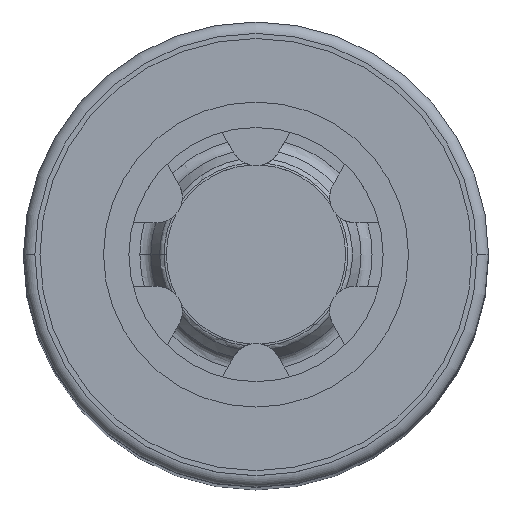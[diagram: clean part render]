
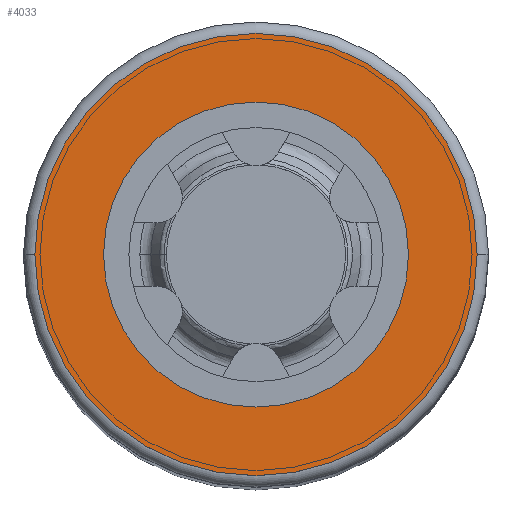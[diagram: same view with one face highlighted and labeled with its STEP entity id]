
A CAD part, top view. The second image highlights one B-rep face of the part: STEP entity #4033.
In plain terms, the highlighted planar face has unit normal (0, 0, 1).
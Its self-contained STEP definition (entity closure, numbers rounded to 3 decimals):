
#42 = EDGE_CURVE ( 'NONE', #5174, #2836, #2758, .T. ) ;
#61 = VERTEX_POINT ( 'NONE', #4985 ) ;
#68 = EDGE_CURVE ( 'NONE', #3838, #61, #2379, .T. ) ;
#344 = CIRCLE ( 'NONE', #1035, 6. ) ;
#468 = DIRECTION ( 'NONE',  ( 0., 0., 1. ) ) ;
#616 = CARTESIAN_POINT ( 'NONE',  ( 0., 6., 32.15 ) ) ;
#674 = PLANE ( 'NONE',  #1295 ) ;
#761 = AXIS2_PLACEMENT_3D ( 'NONE', #1019, #3422, #1814 ) ;
#977 = CARTESIAN_POINT ( 'NONE',  ( 0., 0., 32.15 ) ) ;
#1019 = CARTESIAN_POINT ( 'NONE',  ( 0., 0., 32.15 ) ) ;
#1035 = AXIS2_PLACEMENT_3D ( 'NONE', #4141, #468, #4089 ) ;
#1108 = ORIENTED_EDGE ( 'NONE', *, *, #4705, .T. ) ;
#1295 = AXIS2_PLACEMENT_3D ( 'NONE', #616, #2232, #4288 ) ;
#1743 = CARTESIAN_POINT ( 'NONE',  ( -6., 0., 32.15 ) ) ;
#1811 = EDGE_CURVE ( 'NONE', #2836, #5174, #344, .T. ) ;
#1814 = DIRECTION ( 'NONE',  ( 1., 0., 0. ) ) ;
#1870 = ORIENTED_EDGE ( 'NONE', *, *, #1811, .F. ) ;
#2232 = DIRECTION ( 'NONE',  ( 0., 0., -1. ) ) ;
#2379 = CIRCLE ( 'NONE', #4159, 8.7 ) ;
#2525 = CARTESIAN_POINT ( 'NONE',  ( 6., 0., 32.15 ) ) ;
#2550 = CIRCLE ( 'NONE', #761, 8.7 ) ;
#2736 = AXIS2_PLACEMENT_3D ( 'NONE', #977, #3335, #4224 ) ;
#2758 = CIRCLE ( 'NONE', #2736, 6. ) ;
#2836 = VERTEX_POINT ( 'NONE', #2525 ) ;
#3029 = ORIENTED_EDGE ( 'NONE', *, *, #68, .T. ) ;
#3034 = ORIENTED_EDGE ( 'NONE', *, *, #42, .F. ) ;
#3054 = FACE_BOUND ( 'NONE', #3283, .T. ) ;
#3274 = CARTESIAN_POINT ( 'NONE',  ( -8.7, 0., 32.15 ) ) ;
#3283 = EDGE_LOOP ( 'NONE', ( #1870, #3034 ) ) ;
#3335 = DIRECTION ( 'NONE',  ( 0., 0., 1. ) ) ;
#3422 = DIRECTION ( 'NONE',  ( 0., 0., 1. ) ) ;
#3834 = CARTESIAN_POINT ( 'NONE',  ( 0., 0., 32.15 ) ) ;
#3838 = VERTEX_POINT ( 'NONE', #3274 ) ;
#4033 = ADVANCED_FACE ( 'NONE', ( #3054, #5069 ), #674, .F. ) ;
#4089 = DIRECTION ( 'NONE',  ( 1., 0., 0. ) ) ;
#4141 = CARTESIAN_POINT ( 'NONE',  ( 0., 0., 32.15 ) ) ;
#4159 = AXIS2_PLACEMENT_3D ( 'NONE', #3834, #4572, #4210 ) ;
#4210 = DIRECTION ( 'NONE',  ( 1., 0., 0. ) ) ;
#4224 = DIRECTION ( 'NONE',  ( 1., 0., 0. ) ) ;
#4288 = DIRECTION ( 'NONE',  ( -1., 0., 0. ) ) ;
#4572 = DIRECTION ( 'NONE',  ( 0., 0., 1. ) ) ;
#4705 = EDGE_CURVE ( 'NONE', #61, #3838, #2550, .T. ) ;
#4863 = EDGE_LOOP ( 'NONE', ( #1108, #3029 ) ) ;
#4985 = CARTESIAN_POINT ( 'NONE',  ( 8.7, 0., 32.15 ) ) ;
#5069 = FACE_OUTER_BOUND ( 'NONE', #4863, .T. ) ;
#5174 = VERTEX_POINT ( 'NONE', #1743 ) ;
